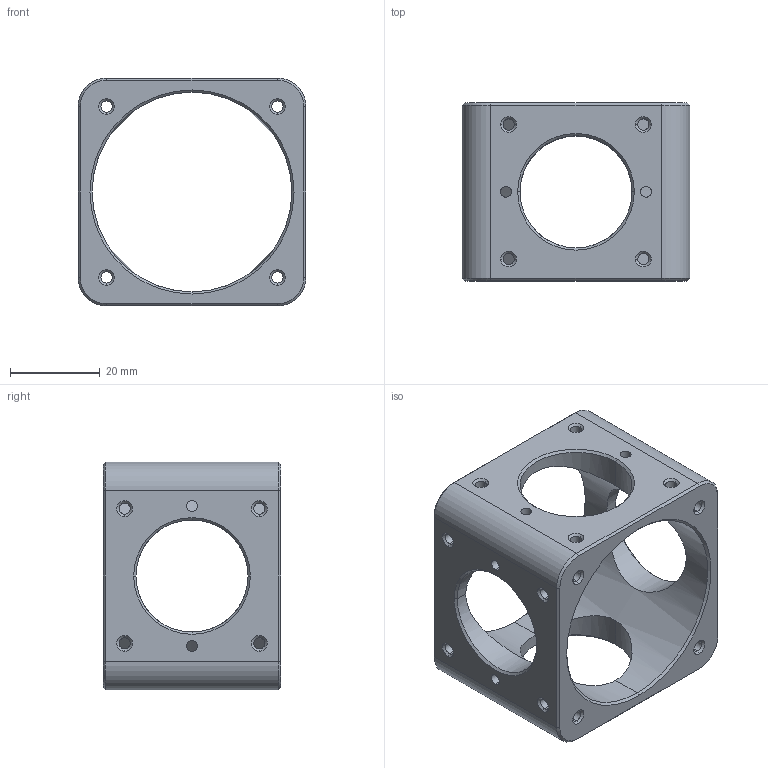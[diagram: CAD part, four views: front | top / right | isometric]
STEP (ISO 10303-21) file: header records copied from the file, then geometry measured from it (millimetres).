
FILE_DESCRIPTION (( 'STEP AP214' ), '1' );
FILE_NAME ('2.2.7.3_L30F-BM_30 mm笼式立方体，带M3螺纹.STEP', '2021-07-17T01:37:38', ( 'Microsoft' ), ( 'Microsoft' ), 'SwSTEP 2.0', 'SolidWorks 2018', '' );
FILE_SCHEMA (( 'AUTOMOTIVE_DESIGN' ));
Length unit declared in the file: millimetre
Products named in the file (1): 2.2.7.3_L30F-BM_30 mm笼式立方体，带M3螺纹
Bounding box: 50.8 x 39.6 x 50.8 mm (x, y, z)
Surface area: 13430.4 mm2 (no closed solid volume)
Topology: 0 solids, 1 shells, 160 faces, 404 edges, 244 vertices
Faces by surface type: cylinder 78, cone 68, plane 14
Entity records: 6991 total; most frequent: CARTESIAN_POINT 1205, DIRECTION 930, ORIENTED_EDGE 744, EDGE_CURVE 404, AXIS2_PLACEMENT_3D 377, VERTEX_POINT 244, CIRCLE 216, EDGE_LOOP 200
